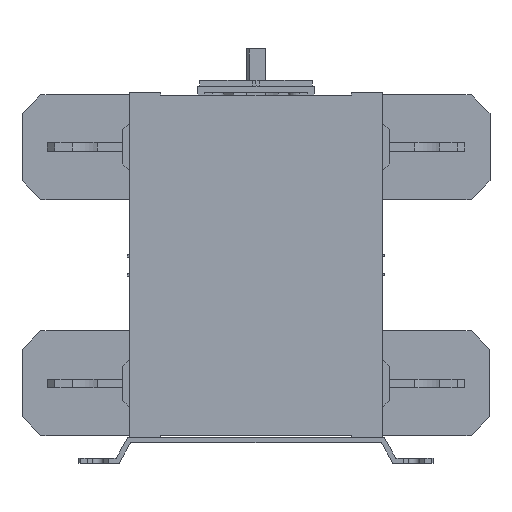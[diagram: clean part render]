
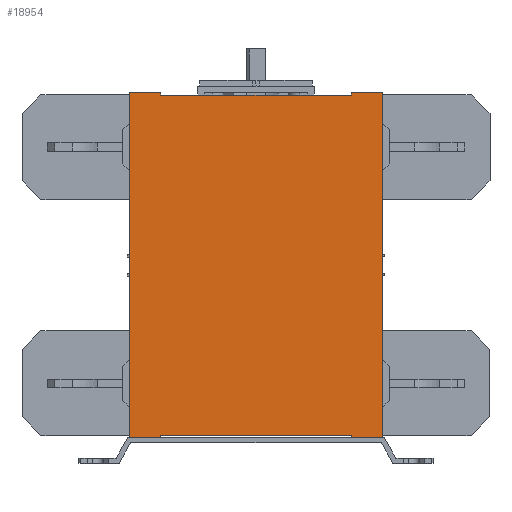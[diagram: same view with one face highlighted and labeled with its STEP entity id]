
A CAD part, left-side view. The second image highlights one B-rep face of the part: STEP entity #18954.
In plain terms, the highlighted planar face has unit normal (-1, 0, 0).
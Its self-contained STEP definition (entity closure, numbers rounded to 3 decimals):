
#3914=DIRECTION('',(0.,1.,0.));
#3915=VECTOR('',#3914,24.5);
#3916=CARTESIAN_POINT('',(-189.636,-311.,-39.9));
#3917=LINE('',#3916,#3915);
#3921=DIRECTION('',(0.,0.,1.));
#3922=VECTOR('',#3921,2.);
#3923=CARTESIAN_POINT('',(-189.636,-286.5,-39.9));
#3924=LINE('',#3923,#3922);
#3928=DIRECTION('',(0.,1.,0.));
#3929=VECTOR('',#3928,151.);
#3930=CARTESIAN_POINT('',(-189.636,-286.5,
-37.9));
#3931=LINE('',#3930,#3929);
#3935=DIRECTION('',(0.,0.,-1.));
#3936=VECTOR('',#3935,2.);
#3937=CARTESIAN_POINT('',(-189.636,-135.5,
-37.9));
#3938=LINE('',#3937,#3936);
#3942=DIRECTION('',(0.,1.,0.));
#3943=VECTOR('',#3942,24.5);
#3944=CARTESIAN_POINT('',(-189.636,-135.5,-39.9));
#3945=LINE('',#3944,#3943);
#3949=DIRECTION('',(0.,0.,1.));
#3950=VECTOR('',#3949,273.);
#3951=CARTESIAN_POINT('',(-189.636,-111.,-39.9));
#3952=LINE('',#3951,#3950);
#3956=DIRECTION('',(0.,0.,-1.));
#3957=VECTOR('',#3956,2.);
#3958=CARTESIAN_POINT('',(-189.636,-135.5,233.1));
#3959=LINE('',#3958,#3957);
#3963=DIRECTION('',(0.,-1.,0.));
#3964=VECTOR('',#3963,151.);
#3965=CARTESIAN_POINT('',(-189.636,-135.5,231.1));
#3966=LINE('',#3965,#3964);
#3970=DIRECTION('',(0.,0.,1.));
#3971=VECTOR('',#3970,2.);
#3972=CARTESIAN_POINT('',(-189.636,-286.5,231.1));
#3973=LINE('',#3972,#3971);
#3977=DIRECTION('',(0.,-1.,0.));
#3978=VECTOR('',#3977,24.5);
#3979=CARTESIAN_POINT('',(-189.636,-286.5,233.1));
#3980=LINE('',#3979,#3978);
#3984=DIRECTION('',(0.,0.,-1.));
#3985=VECTOR('',#3984,273.);
#3986=CARTESIAN_POINT('',(-189.636,-311.,233.1));
#3987=LINE('',#3986,#3985);
#4042=DIRECTION('',(0.,1.,0.));
#4043=VECTOR('',#4042,24.5);
#4044=CARTESIAN_POINT('',(-189.636,-135.5,233.1));
#4045=LINE('',#4044,#4043);
#12530=CARTESIAN_POINT('',(-189.636,-311.,233.1));
#12532=VERTEX_POINT('',#12530);
#13055=CARTESIAN_POINT('',(-189.636,-111.,233.1));
#13056=VERTEX_POINT('',#13055);
#13410=CARTESIAN_POINT('',(-189.636,-135.5,233.1));
#13411=VERTEX_POINT('',#13410);
#13412=CARTESIAN_POINT('',(-189.636,-135.5,231.1));
#13413=VERTEX_POINT('',#13412);
#13414=CARTESIAN_POINT('',(-189.636,-286.5,231.1));
#13415=VERTEX_POINT('',#13414);
#13416=CARTESIAN_POINT('',(-189.636,-286.5,233.1));
#13417=VERTEX_POINT('',#13416);
#13418=CARTESIAN_POINT('',(-189.636,-286.5,
-37.9));
#13419=CARTESIAN_POINT('',(-189.636,-135.5,
-37.9));
#13420=VERTEX_POINT('',#13418);
#13421=VERTEX_POINT('',#13419);
#14714=CARTESIAN_POINT('',(-189.636,-311.,-39.9));
#14716=VERTEX_POINT('',#14714);
#14722=CARTESIAN_POINT('',(-189.636,-111.,-39.9));
#14724=VERTEX_POINT('',#14722);
#14732=CARTESIAN_POINT('',(-189.636,-286.5,-39.9));
#14733=VERTEX_POINT('',#14732);
#14734=CARTESIAN_POINT('',(-189.636,-135.5,-39.9));
#14735=VERTEX_POINT('',#14734);
#18929=CARTESIAN_POINT('',(-189.636,-281.85,227.9));
#18930=DIRECTION('',(1.,0.,0.));
#18931=DIRECTION('',(0.,1.,0.));
#18932=AXIS2_PLACEMENT_3D('',#18929,#18930,#18931);
#18933=PLANE('',#18932);
#18934=ORIENTED_EDGE('',*,*,#18618,.T.);
#18935=ORIENTED_EDGE('',*,*,#18917,.T.);
#18936=ORIENTED_EDGE('',*,*,#18791,.T.);
#18938=ORIENTED_EDGE('',*,*,#18937,.T.);
#18939=ORIENTED_EDGE('',*,*,#18650,.T.);
#18940=ORIENTED_EDGE('',*,*,#16665,.T.);
#18942=ORIENTED_EDGE('',*,*,#18941,.F.);
#18944=ORIENTED_EDGE('',*,*,#18943,.T.);
#18946=ORIENTED_EDGE('',*,*,#18945,.T.);
#18948=ORIENTED_EDGE('',*,*,#18947,.T.);
#18950=ORIENTED_EDGE('',*,*,#18949,.T.);
#18951=ORIENTED_EDGE('',*,*,#15191,.T.);
#18952=EDGE_LOOP('',(#18934,#18935,#18936,#18938,#18939,#18940,#18942,#18944,
#18946,#18948,#18950,#18951));
#18953=FACE_OUTER_BOUND('',#18952,.F.);
#15191=EDGE_CURVE('',#12532,#14716,#3987,.T.);
#16665=EDGE_CURVE('',#14724,#13056,#3952,.T.);
#18618=EDGE_CURVE('',#14716,#14733,#3917,.T.);
#18650=EDGE_CURVE('',#14735,#14724,#3945,.T.);
#18791=EDGE_CURVE('',#13420,#13421,#3931,.T.);
#18917=EDGE_CURVE('',#14733,#13420,#3924,.T.);
#18937=EDGE_CURVE('',#13421,#14735,#3938,.T.);
#18941=EDGE_CURVE('',#13411,#13056,#4045,.T.);
#18943=EDGE_CURVE('',#13411,#13413,#3959,.T.);
#18945=EDGE_CURVE('',#13413,#13415,#3966,.T.);
#18947=EDGE_CURVE('',#13415,#13417,#3973,.T.);
#18949=EDGE_CURVE('',#13417,#12532,#3980,.T.);
#18954=ADVANCED_FACE('',(#18953),#18933,.F.);
